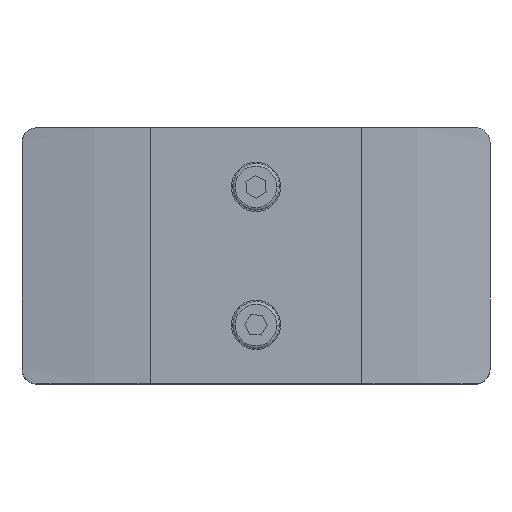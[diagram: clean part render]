
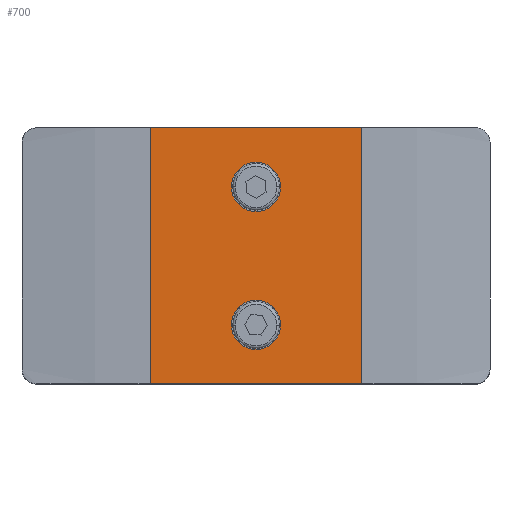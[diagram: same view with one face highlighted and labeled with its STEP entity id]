
A CAD part, top view. The second image highlights one B-rep face of the part: STEP entity #700.
In plain terms, the highlighted planar face has unit normal (0, 0, 1).
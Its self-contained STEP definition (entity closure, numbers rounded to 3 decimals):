
#174 = LINE ( 'NONE', #1474, #597 ) ;
#242 = EDGE_CURVE ( 'NONE', #2447, #633, #1545, .T. ) ;
#250 = LINE ( 'NONE', #4224, #2421 ) ;
#260 = ORIENTED_EDGE ( 'NONE', *, *, #1031, .F. ) ;
#271 = VERTEX_POINT ( 'NONE', #2718 ) ;
#274 = CIRCLE ( 'NONE', #1434, 5. ) ;
#321 = CARTESIAN_POINT ( 'NONE',  ( 0., -14., 0. ) ) ;
#380 = VERTEX_POINT ( 'NONE', #4249 ) ;
#480 = EDGE_CURVE ( 'NONE', #271, #3658, #3486, .T. ) ;
#597 = VECTOR ( 'NONE', #2480, 1000. ) ;
#614 = FACE_OUTER_BOUND ( 'NONE', #1553, .T. ) ;
#633 = VERTEX_POINT ( 'NONE', #1653 ) ;
#700 = ADVANCED_FACE ( 'NONE', ( #2369, #1666, #614 ), #3020, .F. ) ;
#704 = ORIENTED_EDGE ( 'NONE', *, *, #2257, .F. ) ;
#914 = CARTESIAN_POINT ( 'NONE',  ( -21.5, 26., 0. ) ) ;
#916 = DIRECTION ( 'NONE',  ( 1., 0., 0. ) ) ;
#953 = CARTESIAN_POINT ( 'NONE',  ( 0., -14., 0. ) ) ;
#973 = DIRECTION ( 'NONE',  ( 0., 0., 1. ) ) ;
#1031 = EDGE_CURVE ( 'NONE', #2569, #2447, #3057, .T. ) ;
#1053 = VERTEX_POINT ( 'NONE', #3016 ) ;
#1109 = CIRCLE ( 'NONE', #4566, 5. ) ;
#1259 = DIRECTION ( 'NONE',  ( -1., 0., 0. ) ) ;
#1434 = AXIS2_PLACEMENT_3D ( 'NONE', #321, #973, #3442 ) ;
#1474 = CARTESIAN_POINT ( 'NONE',  ( -21.5, -26., 0. ) ) ;
#1518 = DIRECTION ( 'NONE',  ( 0., 0., 1. ) ) ;
#1523 = CARTESIAN_POINT ( 'NONE',  ( 21.5, 26., 0. ) ) ;
#1538 = DIRECTION ( 'NONE',  ( 0., 0., 1. ) ) ;
#1545 = LINE ( 'NONE', #4022, #4400 ) ;
#1553 = EDGE_LOOP ( 'NONE', ( #2476, #2648, #260, #4085 ) ) ;
#1569 = EDGE_CURVE ( 'NONE', #380, #3736, #274, .T. ) ;
#1572 = CARTESIAN_POINT ( 'NONE',  ( -21.5, 26., 0. ) ) ;
#1653 = CARTESIAN_POINT ( 'NONE',  ( 21.5, -26., 0. ) ) ;
#1666 = FACE_BOUND ( 'NONE', #3006, .T. ) ;
#2008 = DIRECTION ( 'NONE',  ( 0., -1., 0. ) ) ;
#2043 = EDGE_CURVE ( 'NONE', #2569, #1053, #250, .T. ) ;
#2243 = DIRECTION ( 'NONE',  ( 1., 0., 0. ) ) ;
#2257 = EDGE_CURVE ( 'NONE', #3658, #271, #3087, .T. ) ;
#2268 = DIRECTION ( 'NONE',  ( 0., -1., 0. ) ) ;
#2369 = FACE_BOUND ( 'NONE', #3753, .T. ) ;
#2421 = VECTOR ( 'NONE', #2008, 1000. ) ;
#2426 = AXIS2_PLACEMENT_3D ( 'NONE', #3366, #1538, #916 ) ;
#2447 = VERTEX_POINT ( 'NONE', #1523 ) ;
#2476 = ORIENTED_EDGE ( 'NONE', *, *, #4369, .T. ) ;
#2480 = DIRECTION ( 'NONE',  ( 1., 0., 0. ) ) ;
#2569 = VERTEX_POINT ( 'NONE', #2991 ) ;
#2648 = ORIENTED_EDGE ( 'NONE', *, *, #242, .F. ) ;
#2718 = CARTESIAN_POINT ( 'NONE',  ( 5., 14., 0. ) ) ;
#2724 = CARTESIAN_POINT ( 'NONE',  ( -5., 14., 0. ) ) ;
#2991 = CARTESIAN_POINT ( 'NONE',  ( -21.5, 26., 0. ) ) ;
#3006 = EDGE_LOOP ( 'NONE', ( #3282, #3247 ) ) ;
#3016 = CARTESIAN_POINT ( 'NONE',  ( -21.5, -26., 0. ) ) ;
#3020 = PLANE ( 'NONE',  #3587 ) ;
#3057 = LINE ( 'NONE', #1572, #3695 ) ;
#3075 = DIRECTION ( 'NONE',  ( 0., 0., 1. ) ) ;
#3087 = CIRCLE ( 'NONE', #2426, 5. ) ;
#3247 = ORIENTED_EDGE ( 'NONE', *, *, #1569, .F. ) ;
#3282 = ORIENTED_EDGE ( 'NONE', *, *, #3765, .F. ) ;
#3286 = CARTESIAN_POINT ( 'NONE',  ( 0., 14., 0. ) ) ;
#3344 = ORIENTED_EDGE ( 'NONE', *, *, #480, .F. ) ;
#3366 = CARTESIAN_POINT ( 'NONE',  ( 0., 14., 0. ) ) ;
#3442 = DIRECTION ( 'NONE',  ( 1., 0., 0. ) ) ;
#3444 = DIRECTION ( 'NONE',  ( 1., 0., 0. ) ) ;
#3486 = CIRCLE ( 'NONE', #4434, 5. ) ;
#3587 = AXIS2_PLACEMENT_3D ( 'NONE', #914, #3710, #1259 ) ;
#3658 = VERTEX_POINT ( 'NONE', #2724 ) ;
#3695 = VECTOR ( 'NONE', #3745, 1000. ) ;
#3710 = DIRECTION ( 'NONE',  ( 0., 0., -1. ) ) ;
#3736 = VERTEX_POINT ( 'NONE', #4071 ) ;
#3745 = DIRECTION ( 'NONE',  ( 1., 0., 0. ) ) ;
#3753 = EDGE_LOOP ( 'NONE', ( #3344, #704 ) ) ;
#3765 = EDGE_CURVE ( 'NONE', #3736, #380, #1109, .T. ) ;
#4022 = CARTESIAN_POINT ( 'NONE',  ( 21.5, 26., 0. ) ) ;
#4071 = CARTESIAN_POINT ( 'NONE',  ( 5., -14., 0. ) ) ;
#4085 = ORIENTED_EDGE ( 'NONE', *, *, #2043, .T. ) ;
#4224 = CARTESIAN_POINT ( 'NONE',  ( -21.5, 26., 0. ) ) ;
#4249 = CARTESIAN_POINT ( 'NONE',  ( -5., -14., 0. ) ) ;
#4369 = EDGE_CURVE ( 'NONE', #1053, #633, #174, .T. ) ;
#4400 = VECTOR ( 'NONE', #2268, 1000. ) ;
#4434 = AXIS2_PLACEMENT_3D ( 'NONE', #3286, #1518, #2243 ) ;
#4566 = AXIS2_PLACEMENT_3D ( 'NONE', #953, #3075, #3444 ) ;
